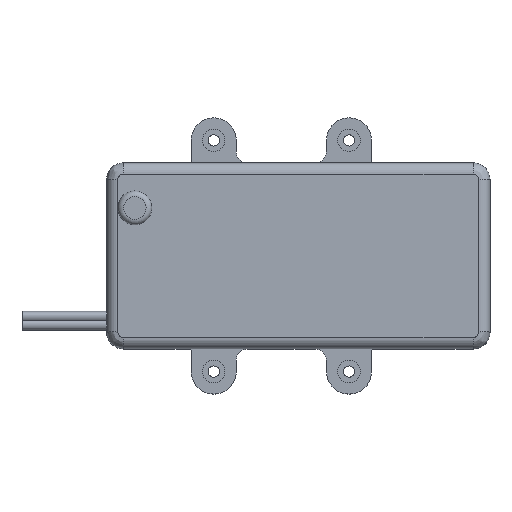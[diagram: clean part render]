
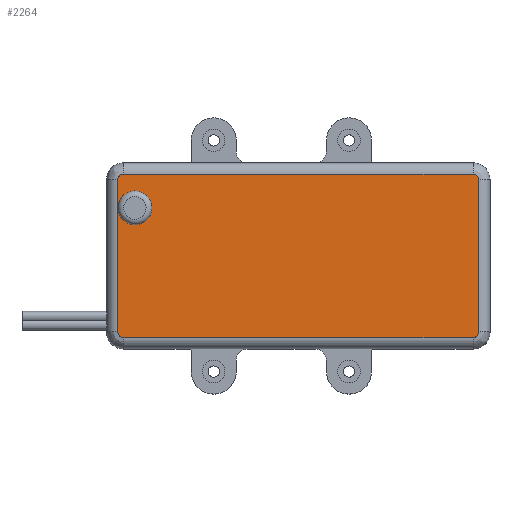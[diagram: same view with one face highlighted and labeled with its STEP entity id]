
A CAD part, top view. The second image highlights one B-rep face of the part: STEP entity #2264.
In plain terms, the highlighted planar face has unit normal (0, 0, 1).
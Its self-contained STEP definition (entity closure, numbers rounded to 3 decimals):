
#50=PLANE('',#2430);
#121=LINE('',#3367,#341);
#124=LINE('',#3390,#344);
#126=LINE('',#3410,#346);
#127=LINE('',#3426,#347);
#341=VECTOR('',#2649,10.);
#344=VECTOR('',#2664,10.);
#346=VECTOR('',#2676,10.);
#347=VECTOR('',#2685,10.);
#626=FACE_OUTER_BOUND('',#758,.T.);
#758=EDGE_LOOP('',(#1643,#1644,#1645,#1646,#1647,#1648,#1649,#1650));
#902=CIRCLE('',#2399,1.);
#908=CIRCLE('',#2406,1.);
#912=CIRCLE('',#2411,1.);
#916=CIRCLE('',#2416,1.);
#1016=VERTEX_POINT('',#3345);
#1017=VERTEX_POINT('',#3347);
#1021=VERTEX_POINT('',#3366);
#1023=VERTEX_POINT('',#3380);
#1025=VERTEX_POINT('',#3386);
#1027=VERTEX_POINT('',#3400);
#1029=VERTEX_POINT('',#3406);
#1031=VERTEX_POINT('',#3420);
#1235=EDGE_CURVE('',#1016,#1017,#902,.T.);
#1240=EDGE_CURVE('',#1017,#1021,#121,.T.);
#1245=EDGE_CURVE('',#1021,#1023,#908,.T.);
#1248=EDGE_CURVE('',#1023,#1025,#124,.T.);
#1251=EDGE_CURVE('',#1025,#1027,#912,.T.);
#1254=EDGE_CURVE('',#1027,#1029,#126,.T.);
#1257=EDGE_CURVE('',#1029,#1031,#916,.T.);
#1258=EDGE_CURVE('',#1031,#1016,#127,.T.);
#1643=ORIENTED_EDGE('',*,*,#1235,.F.);
#1644=ORIENTED_EDGE('',*,*,#1258,.F.);
#1645=ORIENTED_EDGE('',*,*,#1257,.F.);
#1646=ORIENTED_EDGE('',*,*,#1254,.F.);
#1647=ORIENTED_EDGE('',*,*,#1251,.F.);
#1648=ORIENTED_EDGE('',*,*,#1248,.F.);
#1649=ORIENTED_EDGE('',*,*,#1245,.F.);
#1650=ORIENTED_EDGE('',*,*,#1240,.F.);
#2264=ADVANCED_FACE('',(#626),#50,.T.);
#2399=AXIS2_PLACEMENT_3D('',#3348,#2640,#2641);
#2406=AXIS2_PLACEMENT_3D('',#3384,#2657,#2658);
#2411=AXIS2_PLACEMENT_3D('',#3404,#2669,#2670);
#2416=AXIS2_PLACEMENT_3D('',#3424,#2681,#2682);
#2430=AXIS2_PLACEMENT_3D('',#3484,#2728,#2729);
#2640=DIRECTION('center_axis',(0.,0.,-1.));
#2641=DIRECTION('ref_axis',(-0.707,-0.707,0.));
#2649=DIRECTION('',(0.,1.,0.));
#2657=DIRECTION('center_axis',(0.,0.,-1.));
#2658=DIRECTION('ref_axis',(-0.707,0.707,0.));
#2664=DIRECTION('',(1.,0.,0.));
#2669=DIRECTION('center_axis',(0.,0.,-1.));
#2670=DIRECTION('ref_axis',(0.707,0.707,0.));
#2676=DIRECTION('',(0.,-1.,0.));
#2681=DIRECTION('center_axis',(0.,0.,-1.));
#2682=DIRECTION('ref_axis',(0.707,-0.707,0.));
#2685=DIRECTION('',(-1.,0.,0.));
#2728=DIRECTION('center_axis',(0.,0.,1.));
#2729=DIRECTION('ref_axis',(1.,0.,0.));
#3345=CARTESIAN_POINT('',(3.,2.,19.));
#3347=CARTESIAN_POINT('',(2.,3.,19.));
#3348=CARTESIAN_POINT('Origin',(3.,3.,19.));
#3366=CARTESIAN_POINT('',(2.,30.,19.));
#3367=CARTESIAN_POINT('',(2.,24.75,19.));
#3380=CARTESIAN_POINT('',(3.,31.,19.));
#3384=CARTESIAN_POINT('Origin',(3.,30.,19.));
#3386=CARTESIAN_POINT('',(65.,31.,19.));
#3390=CARTESIAN_POINT('',(51.,31.,19.));
#3400=CARTESIAN_POINT('',(66.,30.,19.));
#3404=CARTESIAN_POINT('Origin',(65.,30.,19.));
#3406=CARTESIAN_POINT('',(66.,3.,19.));
#3410=CARTESIAN_POINT('',(66.,8.25,19.));
#3420=CARTESIAN_POINT('',(65.,2.,19.));
#3424=CARTESIAN_POINT('Origin',(65.,3.,19.));
#3426=CARTESIAN_POINT('',(17.,2.,19.));
#3484=CARTESIAN_POINT('Origin',(34.,16.5,19.));
